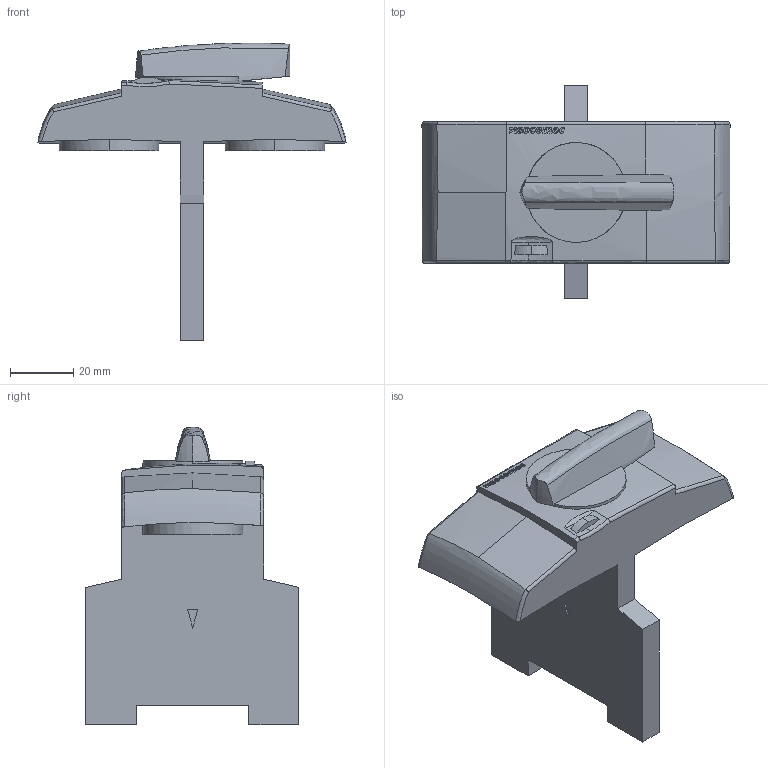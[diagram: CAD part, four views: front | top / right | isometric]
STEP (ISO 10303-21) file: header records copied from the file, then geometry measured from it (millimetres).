
FILE_DESCRIPTION (( 'STEP AP214' ), '1' );
FILE_NAME ('22696009.step', '2018-06-04T13:01:23', ( '' ), ( '' ), 'SwSTEP 2.0', 'SolidWorks 2017', '' );
FILE_SCHEMA (( 'AUTOMOTIVE_DESIGN' ));
Length unit declared in the file: inch
Products named in the file (1): 22696009
Bounding box: 97.5 x 67.55 x 94.3 mm (x, y, z)
Volume: 103071.2 mm3; surface area: 26522.3 mm2
Topology: 3 solids, 3 shells, 197 faces, 506 edges, 338 vertices
Faces by surface type: plane 112, bspline 58, cylinder 25, cone 2
Entity records: 12685 total; most frequent: CARTESIAN_POINT 8429, ORIENTED_EDGE 1012, DIRECTION 596, EDGE_CURVE 506, VERTEX_POINT 338, VECTOR 238, LINE 238, EDGE_LOOP 220
